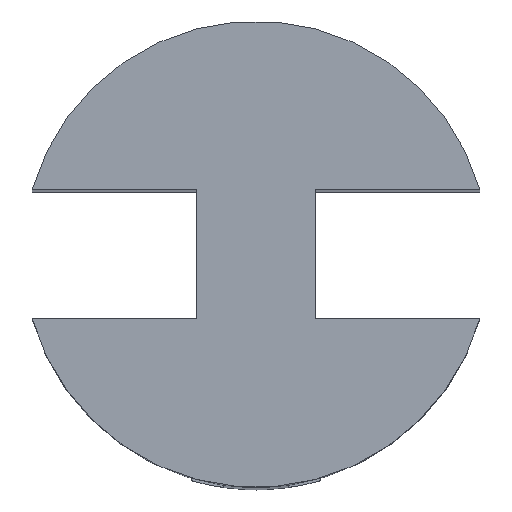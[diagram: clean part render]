
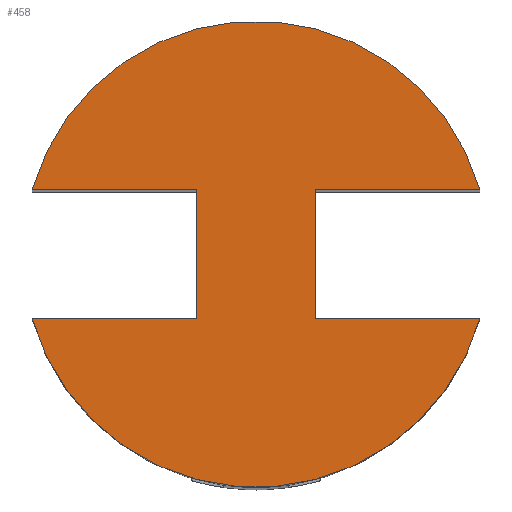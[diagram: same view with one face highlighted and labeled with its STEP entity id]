
A CAD part, top view. The second image highlights one B-rep face of the part: STEP entity #458.
In plain terms, the highlighted planar face has unit normal (0, 0, 1).
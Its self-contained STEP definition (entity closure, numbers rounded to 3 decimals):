
#33=FACE_OUTER_BOUND('',#60,.T.);
#60=EDGE_LOOP('',(#335,#336,#337,#338,#339,#340,#341,#342));
#81=CIRCLE('',#484,1.8);
#83=CIRCLE('',#489,1.8);
#104=LINE('',#692,#154);
#107=LINE('',#697,#157);
#110=LINE('',#706,#160);
#112=LINE('',#710,#162);
#114=LINE('',#713,#164);
#115=LINE('',#714,#165);
#154=VECTOR('',#549,1.);
#157=VECTOR('',#554,1.269);
#160=VECTOR('',#565,1.269);
#162=VECTOR('',#569,1.);
#164=VECTOR('',#573,1.269);
#165=VECTOR('',#574,1.269);
#204=VERTEX_POINT('',#681);
#205=VERTEX_POINT('',#682);
#208=VERTEX_POINT('',#690);
#209=VERTEX_POINT('',#691);
#210=VERTEX_POINT('',#696);
#211=VERTEX_POINT('',#700);
#212=VERTEX_POINT('',#705);
#213=VERTEX_POINT('',#709);
#244=EDGE_CURVE('',#204,#205,#81,.T.);
#248=EDGE_CURVE('',#208,#209,#104,.T.);
#251=EDGE_CURVE('',#210,#208,#107,.T.);
#253=EDGE_CURVE('',#211,#210,#83,.T.);
#256=EDGE_CURVE('',#212,#211,#110,.T.);
#258=EDGE_CURVE('',#213,#212,#112,.T.);
#260=EDGE_CURVE('',#205,#213,#114,.T.);
#261=EDGE_CURVE('',#209,#204,#115,.T.);
#335=ORIENTED_EDGE('',*,*,#260,.F.);
#336=ORIENTED_EDGE('',*,*,#244,.F.);
#337=ORIENTED_EDGE('',*,*,#261,.F.);
#338=ORIENTED_EDGE('',*,*,#248,.F.);
#339=ORIENTED_EDGE('',*,*,#251,.F.);
#340=ORIENTED_EDGE('',*,*,#253,.F.);
#341=ORIENTED_EDGE('',*,*,#256,.F.);
#342=ORIENTED_EDGE('',*,*,#258,.F.);
#435=PLANE('',#493);
#458=ADVANCED_FACE('',(#33),#435,.F.);
#484=AXIS2_PLACEMENT_3D('',#683,#541,#542);
#489=AXIS2_PLACEMENT_3D('',#701,#558,#559);
#493=AXIS2_PLACEMENT_3D('',#712,#571,#572);
#541=DIRECTION('center_axis',(0.,0.,
-1.));
#542=DIRECTION('ref_axis',(-0.961,0.278,0.));
#549=DIRECTION('',(0.,1.,0.));
#554=DIRECTION('',(1.,0.,0.));
#558=DIRECTION('center_axis',(0.,0.,
-1.));
#559=DIRECTION('ref_axis',(0.961,-0.278,0.));
#565=DIRECTION('',(1.,0.,0.));
#569=DIRECTION('',(0.,-1.,0.));
#571=DIRECTION('center_axis',(0.,0.,
-1.));
#572=DIRECTION('ref_axis',(0.,1.,0.));
#573=DIRECTION('',(-1.,0.,0.));
#574=DIRECTION('',(-1.,0.,0.));
#681=CARTESIAN_POINT('',(-1.729,0.5,12.7));
#682=CARTESIAN_POINT('',(1.729,0.5,12.7));
#683=CARTESIAN_POINT('Origin',(0.,0.,
12.7));
#690=CARTESIAN_POINT('',(-0.46,-0.5,12.7));
#691=CARTESIAN_POINT('',(-0.46,0.5,12.7));
#692=CARTESIAN_POINT('',(-0.46,-0.5,12.7));
#696=CARTESIAN_POINT('',(-1.729,-0.5,12.7));
#697=CARTESIAN_POINT('',(-1.729,-0.5,12.7));
#700=CARTESIAN_POINT('',(1.729,-0.5,12.7));
#701=CARTESIAN_POINT('Origin',(0.,0.,
12.7));
#705=CARTESIAN_POINT('',(0.46,-0.5,12.7));
#706=CARTESIAN_POINT('',(0.46,-0.5,12.7));
#709=CARTESIAN_POINT('',(0.46,0.5,12.7));
#710=CARTESIAN_POINT('',(0.46,0.5,12.7));
#712=CARTESIAN_POINT('Origin',(0.,0.,
12.7));
#713=CARTESIAN_POINT('',(1.729,0.5,12.7));
#714=CARTESIAN_POINT('',(-0.46,0.5,12.7));
